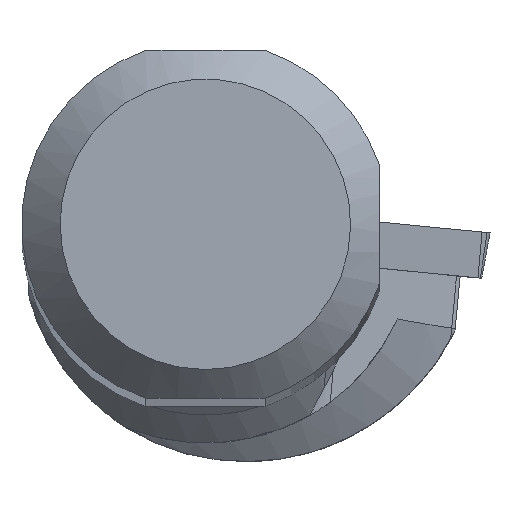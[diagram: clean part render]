
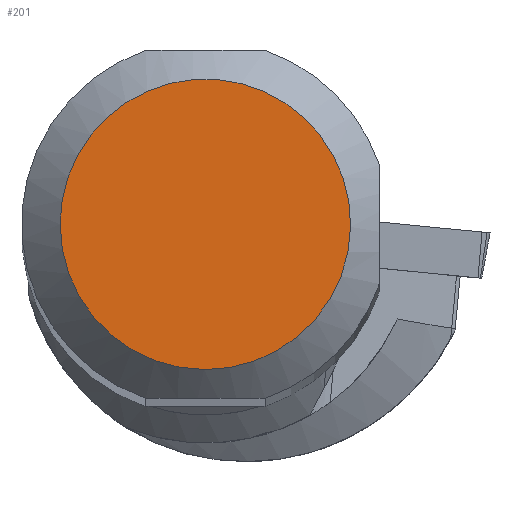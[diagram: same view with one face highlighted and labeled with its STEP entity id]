
A CAD part, top view. The second image highlights one B-rep face of the part: STEP entity #201.
In plain terms, the highlighted planar face has unit normal (0, 0, 1).
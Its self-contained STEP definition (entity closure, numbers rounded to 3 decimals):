
#156=FACE_OUTER_BOUND('',#399,.T.);
#201=ADVANCED_FACE('CU_SU_BP3',(#156),#231,.T.);
#231=PLANE('',#1061);
#399=EDGE_LOOP('',(#580));
#580=ORIENTED_EDGE('',*,*,#847,.F.);
#740=VERTEX_POINT('',#1756);
#847=EDGE_CURVE('',#740,#740,#895,.T.);
#895=CIRCLE('',#1060,7.516);
#1060=AXIS2_PLACEMENT_3D('',#1755,#1280,#1281);
#1061=AXIS2_PLACEMENT_3D('',#1757,#1282,#1283);
#1280=DIRECTION('',(0.,0.,-1.));
#1281=DIRECTION('',(-1.,0.,0.));
#1282=DIRECTION('',(0.,0.,1.));
#1283=DIRECTION('',(-1.,0.,0.));
#1755=CARTESIAN_POINT('',(0.,0.,0.));
#1756=CARTESIAN_POINT('',(-7.516,0.,0.));
#1757=CARTESIAN_POINT('',(0.,0.,
0.));
